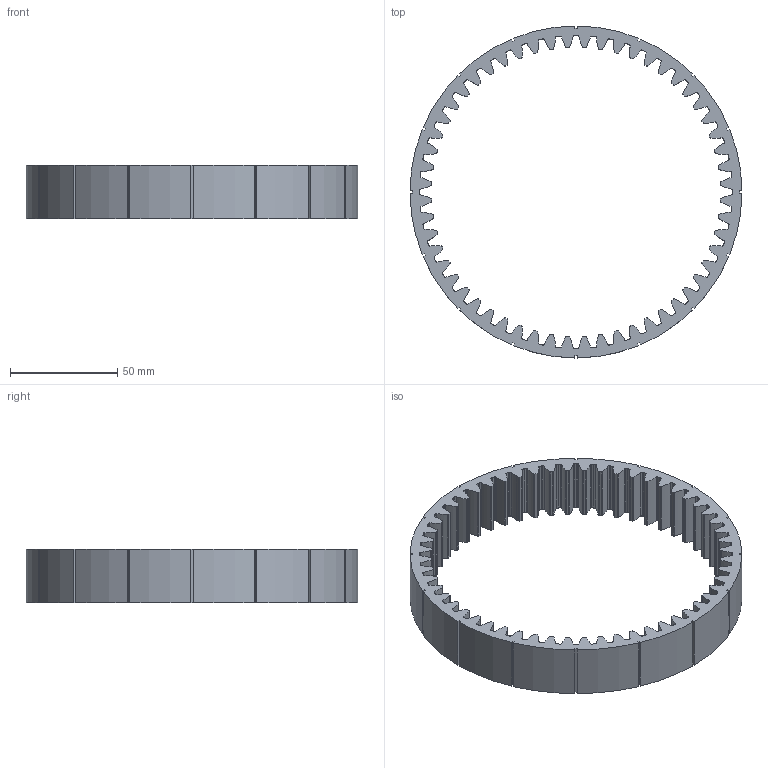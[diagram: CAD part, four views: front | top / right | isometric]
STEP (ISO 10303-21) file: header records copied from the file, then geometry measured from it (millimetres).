
FILE_DESCRIPTION (( 'STEP AP214' ), '1' );
FILE_NAME ('COURONNE-64-M4.STEP', '2020-04-10T10:02:22', ( '' ), ( '' ), 'SwSTEP 2.0', 'SolidWorks 2018', '' );
FILE_SCHEMA (( 'AUTOMOTIVE_DESIGN' ));
Length unit declared in the file: millimetre
Products named in the file (1): COURONNE-64-M4
Bounding box: 155 x 155 x 25 mm (x, y, z)
Surface area: 63345.5 mm2 (no closed solid volume)
Topology: 0 solids, 57 shells, 1067 faces, 3251 edges, 2242 vertices
Faces by surface type: cylinder 905, plane 162
Entity records: 42014 total; most frequent: DIRECTION 7197, CARTESIAN_POINT 6561, ORIENTED_EDGE 5382, EDGE_CURVE 3251, AXIS2_PLACEMENT_3D 2878, VERTEX_POINT 2242, CIRCLE 1810, VECTOR 1441
